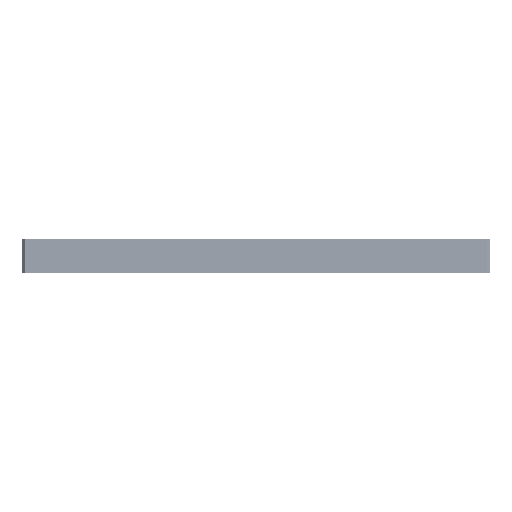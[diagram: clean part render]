
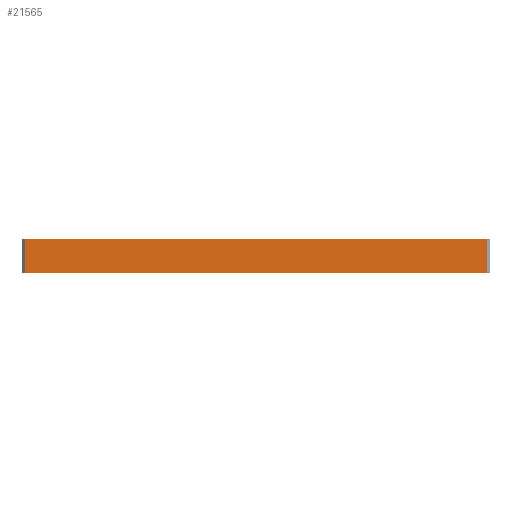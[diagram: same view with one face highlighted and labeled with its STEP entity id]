
A CAD part, left-side view. The second image highlights one B-rep face of the part: STEP entity #21565.
In plain terms, the highlighted planar face has unit normal (-1, 0, 0).
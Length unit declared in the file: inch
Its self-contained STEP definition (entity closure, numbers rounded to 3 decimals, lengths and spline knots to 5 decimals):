
#1449=PLANE('',#23973);
#1954=FACE_OUTER_BOUND('',#4335,.T.);
#4335=EDGE_LOOP('',(#15940,#15941,#15942,#15943));
#6189=LINE('',#33942,#7163);
#6197=LINE('',#33972,#7171);
#6202=LINE('',#34928,#7176);
#6219=LINE('',#34972,#7193);
#7163=VECTOR('',#26301,0.3937);
#7171=VECTOR('',#26325,0.3937);
#7176=VECTOR('',#27282,0.3937);
#7193=VECTOR('',#27333,0.3937);
#10036=VERTEX_POINT('',#33935);
#10039=VERTEX_POINT('',#33940);
#10053=VERTEX_POINT('',#33970);
#10528=VERTEX_POINT('',#34926);
#11955=EDGE_CURVE('',#10039,#10036,#6189,.T.);
#11970=EDGE_CURVE('',#10053,#10039,#6197,.T.);
#12448=EDGE_CURVE('',#10528,#10053,#6202,.T.);
#12470=EDGE_CURVE('',#10036,#10528,#6219,.T.);
#15940=ORIENTED_EDGE('',*,*,#11955,.F.);
#15941=ORIENTED_EDGE('',*,*,#11970,.F.);
#15942=ORIENTED_EDGE('',*,*,#12448,.F.);
#15943=ORIENTED_EDGE('',*,*,#12470,.F.);
#21565=ADVANCED_FACE('',(#1954),#1449,.T.);
#23973=AXIS2_PLACEMENT_3D('',#35987,#28372,#28373);
#26301=DIRECTION('',(0.,0.,-1.));
#26325=DIRECTION('',(0.,-1.,0.));
#27282=DIRECTION('',(0.,0.,1.));
#27333=DIRECTION('',(0.,1.,0.));
#28372=DIRECTION('center_axis',(-1.,0.,0.));
#28373=DIRECTION('ref_axis',(0.,-1.,0.));
#33935=CARTESIAN_POINT('',(-17.,-5.92086,0.));
#33940=CARTESIAN_POINT('',(-17.,-5.92086,0.85));
#33942=CARTESIAN_POINT('',(-17.,-5.92086,0.));
#33970=CARTESIAN_POINT('',(-17.,5.92086,0.85));
#33972=CARTESIAN_POINT('',(-17.,-6.,0.85));
#34926=CARTESIAN_POINT('',(-17.,5.92086,0.));
#34928=CARTESIAN_POINT('',(-17.,5.92086,0.));
#34972=CARTESIAN_POINT('',(-17.,-6.,0.));
#35987=CARTESIAN_POINT('Origin',(-17.,6.,0.));
